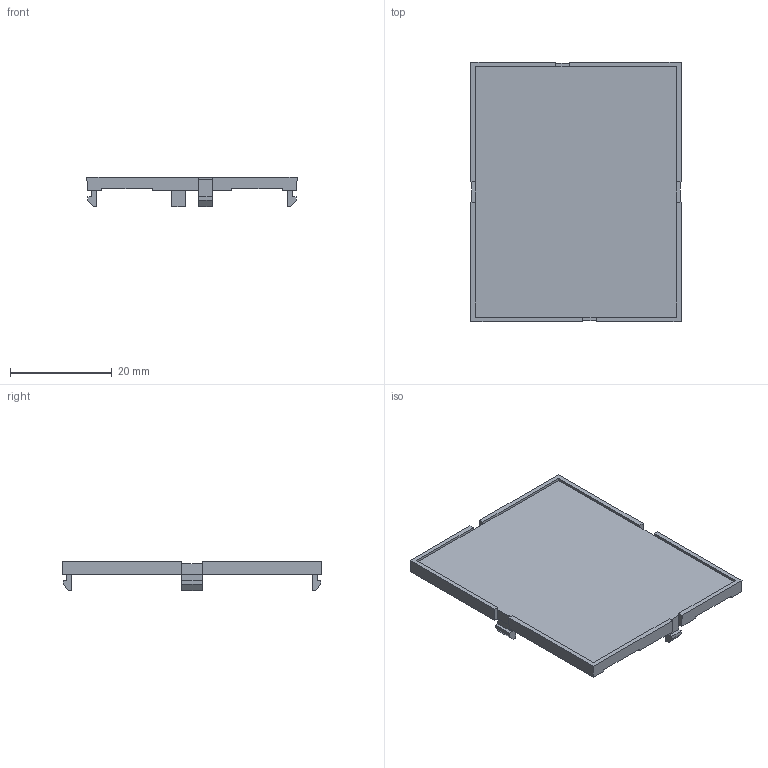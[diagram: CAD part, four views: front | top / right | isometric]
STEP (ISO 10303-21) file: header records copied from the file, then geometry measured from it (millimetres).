
FILE_DESCRIPTION (( 'STEP AP203' ), '1' );
FILE_NAME ('449-330-01.STEP', '2021-08-24T14:17:53', ( '' ), ( '' ), 'SwSTEP 2.0', 'SolidWorks 2018', '' );
FILE_SCHEMA (( 'CONFIG_CONTROL_DESIGN' ));
Length unit declared in the file: millimetre
Products named in the file (1): 449-330-01
Bounding box: 41.4 x 51.1 x 5.9 mm (x, y, z)
Volume: 3847.2 mm3; surface area: 5000.4 mm2
Topology: 4 solids, 4 shells, 92 faces, 238 edges, 154 vertices
Faces by surface type: plane 88, cylinder 4
Entity records: 2809 total; most frequent: CARTESIAN_POINT 485, ORIENTED_EDGE 476, DIRECTION 432, EDGE_CURVE 238, VECTOR 230, LINE 230, VERTEX_POINT 154, AXIS2_PLACEMENT_3D 101
